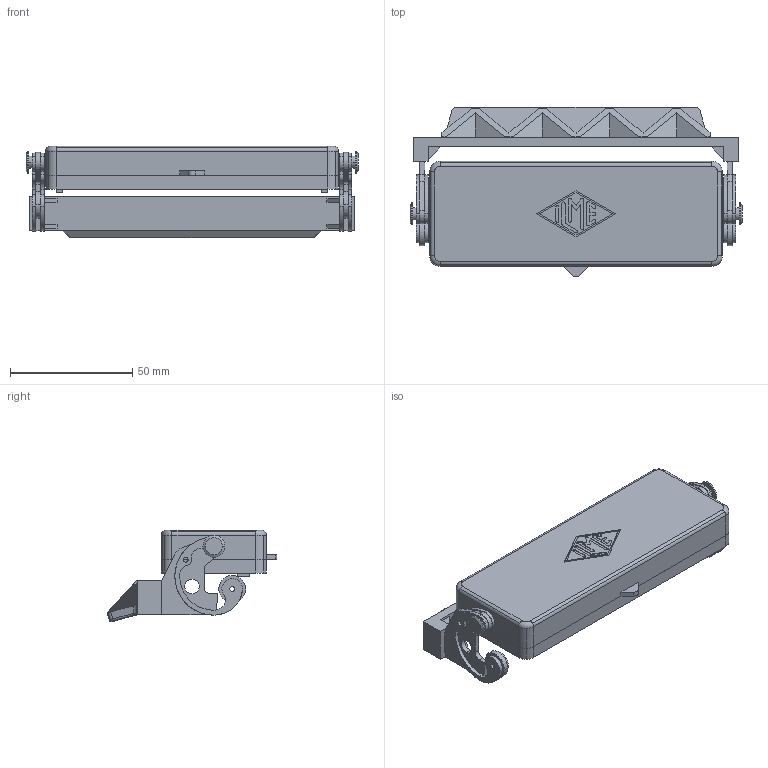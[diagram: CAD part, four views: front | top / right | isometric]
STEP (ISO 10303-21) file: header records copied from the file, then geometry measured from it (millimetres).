
FILE_DESCRIPTION((''),'2;1');
FILE_NAME('CHC 24 LG.stp','2006-12-13T10:34:21',('gembarski'),(''),'Autodesk Inventor 7','Autodesk Inventor 7','');
FILE_SCHEMA(('AUTOMOTIVE_DESIGN { 1 0 10303 214 1 1 1 1 }'));
Length unit declared in the file: millimetre
Products named in the file (1): CHC 24 LG
Bounding box: 136 x 69.5 x 37.43 mm (x, y, z)
Volume: 55188 mm3; surface area: 34541.1 mm2
Topology: 1 solids, 1 shells, 378 faces, 1028 edges, 668 vertices
Faces by surface type: plane 151, cylinder 123, bspline 96, torus 6, cone 2
Entity records: 12781 total; most frequent: CARTESIAN_POINT 3157, ORIENTED_EDGE 2056, DIRECTION 1974, EDGE_CURVE 1028, VERTEX_POINT 668, AXIS2_PLACEMENT_3D 665, VECTOR 644, LINE 644
